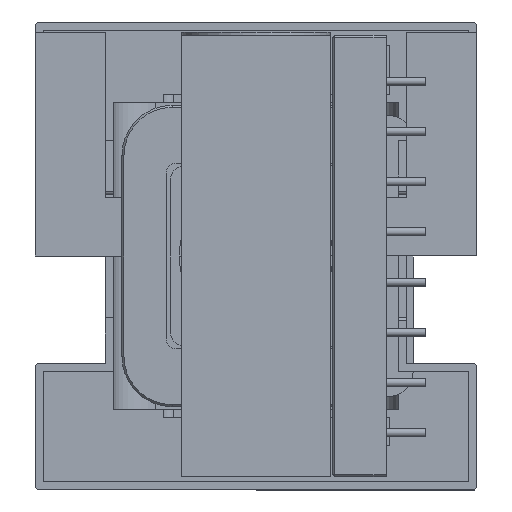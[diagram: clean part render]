
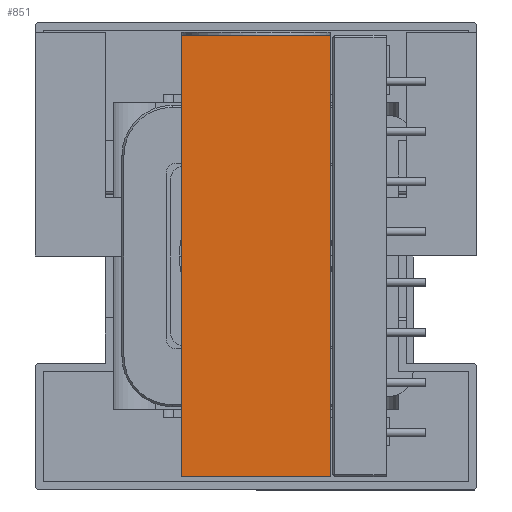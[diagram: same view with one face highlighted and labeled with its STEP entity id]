
A CAD part, front view. The second image highlights one B-rep face of the part: STEP entity #851.
In plain terms, the highlighted face is planar.
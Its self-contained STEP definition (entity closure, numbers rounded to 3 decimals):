
#851 = ADVANCED_FACE( '', ( #2074 ), #2075, .T. );
#2074 = FACE_OUTER_BOUND( '', #3711, .T. );
#2075 = PLANE( '', #3712 );
#3711 = EDGE_LOOP( '', ( #6183, #6184, #6185, #6186 ) );
#3712 = AXIS2_PLACEMENT_3D( '', #6187, #6188, #6189 );
#6183 = ORIENTED_EDGE( '', *, *, #10170, .T. );
#6184 = ORIENTED_EDGE( '', *, *, #10171, .T. );
#6185 = ORIENTED_EDGE( '', *, *, #10172, .T. );
#6186 = ORIENTED_EDGE( '', *, *, #10130, .T. );
#6187 = CARTESIAN_POINT( '', ( 0., 0., 0. ) );
#6188 = DIRECTION( '', ( 0., 0., -1. ) );
#6189 = DIRECTION( '', ( -1., 0., 0. ) );
#10130 = EDGE_CURVE( '', #12414, #12415, #12416, .T. );
#10170 = EDGE_CURVE( '', #12415, #12474, #12475, .T. );
#10171 = EDGE_CURVE( '', #12474, #12476, #12477, .T. );
#10172 = EDGE_CURVE( '', #12476, #12414, #12478, .T. );
#12414 = VERTEX_POINT( '', #15579 );
#12415 = VERTEX_POINT( '', #15580 );
#12416 = LINE( '', #15581, #15582 );
#12474 = VERTEX_POINT( '', #15657 );
#12475 = LINE( '', #15658, #15659 );
#12476 = VERTEX_POINT( '', #15660 );
#12477 = LINE( '', #15661, #15662 );
#12478 = LINE( '', #15663, #15664 );
#15579 = CARTESIAN_POINT( '', ( 22., 7.45, 0. ) );
#15580 = CARTESIAN_POINT( '', ( 22., -7.45, 0. ) );
#15581 = CARTESIAN_POINT( '', ( 22., 7.45, 0. ) );
#15582 = VECTOR( '', #18416, 1000. );
#15657 = CARTESIAN_POINT( '', ( -22., -7.45, 0. ) );
#15658 = CARTESIAN_POINT( '', ( 22., -7.45, 0. ) );
#15659 = VECTOR( '', #18461, 1000. );
#15660 = CARTESIAN_POINT( '', ( -22., 7.45, 0. ) );
#15661 = CARTESIAN_POINT( '', ( -22., -7.45, 0. ) );
#15662 = VECTOR( '', #18462, 1000. );
#15663 = CARTESIAN_POINT( '', ( -22., 7.45, 0. ) );
#15664 = VECTOR( '', #18463, 1000. );
#18416 = DIRECTION( '', ( 0., -1., 0. ) );
#18461 = DIRECTION( '', ( -1., 0., 0. ) );
#18462 = DIRECTION( '', ( 0., 1., 0. ) );
#18463 = DIRECTION( '', ( 1., 0., 0. ) );
